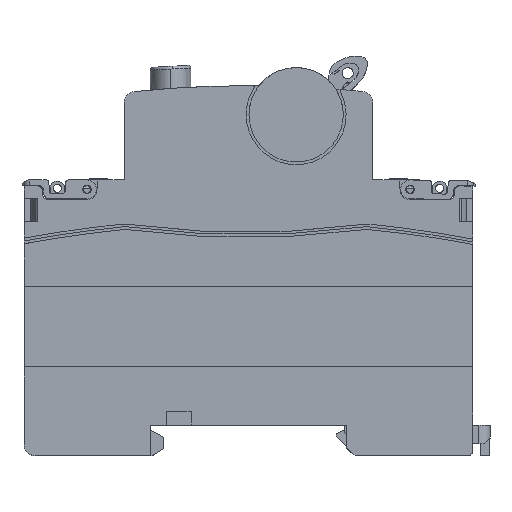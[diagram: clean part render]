
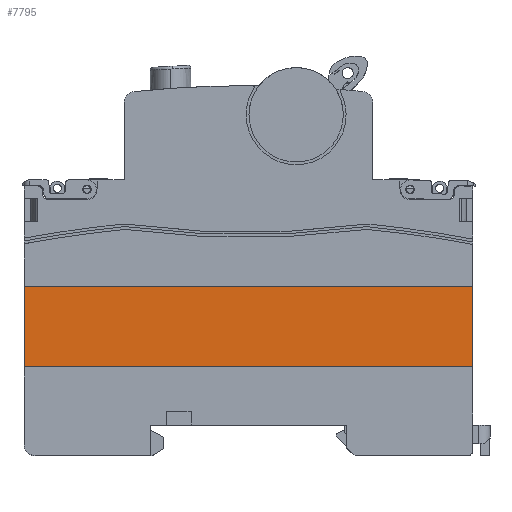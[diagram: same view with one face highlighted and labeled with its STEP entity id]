
A CAD part, top view. The second image highlights one B-rep face of the part: STEP entity #7795.
In plain terms, the highlighted planar face has unit normal (0, 0, 1).
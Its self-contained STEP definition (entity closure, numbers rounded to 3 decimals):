
#702 = CARTESIAN_POINT ( 'NONE',  ( -48.5, -142.497, 35.55 ) ) ;
#2223 = VECTOR ( 'NONE', #67032, 1000. ) ;
#2388 = DIRECTION ( 'NONE',  ( -1., 0., 0. ) ) ;
#7795 = ADVANCED_FACE ( 'NONE', ( #21901 ), #48618, .F. ) ;
#8039 = CARTESIAN_POINT ( 'NONE',  ( 32.5, -142.497, 35.55 ) ) ;
#9723 = CARTESIAN_POINT ( 'NONE',  ( -48.5, -31., 35.55 ) ) ;
#13655 = LINE ( 'NONE', #8039, #44316 ) ;
#15435 = CARTESIAN_POINT ( 'NONE',  ( -48.5, -142.497, 35.55 ) ) ;
#15922 = EDGE_CURVE ( 'NONE', #73959, #62545, #13655, .T. ) ;
#18306 = DIRECTION ( 'NONE',  ( 0., 0., -1. ) ) ;
#21901 = FACE_OUTER_BOUND ( 'NONE', #66411, .T. ) ;
#24311 = ORIENTED_EDGE ( 'NONE', *, *, #82174, .T. ) ;
#26695 = ORIENTED_EDGE ( 'NONE', *, *, #48416, .T. ) ;
#37296 = DIRECTION ( 'NONE',  ( 1., 0., 0. ) ) ;
#44316 = VECTOR ( 'NONE', #54125, 1000. ) ;
#48416 = EDGE_CURVE ( 'NONE', #50187, #73959, #77791, .T. ) ;
#48618 = PLANE ( 'NONE',  #65624 ) ;
#49042 = VECTOR ( 'NONE', #37296, 1000. ) ;
#49342 = VECTOR ( 'NONE', #2388, 1000. ) ;
#50187 = VERTEX_POINT ( 'NONE', #56153 ) ;
#53027 = CARTESIAN_POINT ( 'NONE',  ( -48.5, -31., 35.55 ) ) ;
#54125 = DIRECTION ( 'NONE',  ( 0., 1., 0. ) ) ;
#55526 = DIRECTION ( 'NONE',  ( -1., 0., 0. ) ) ;
#56153 = CARTESIAN_POINT ( 'NONE',  ( -48.5, -45.496, 35.55 ) ) ;
#59991 = ORIENTED_EDGE ( 'NONE', *, *, #15922, .T. ) ;
#62545 = VERTEX_POINT ( 'NONE', #77881 ) ;
#65624 = AXIS2_PLACEMENT_3D ( 'NONE', #15435, #18306, #55526 ) ;
#66411 = EDGE_LOOP ( 'NONE', ( #26695, #59991, #24311, #83110 ) ) ;
#67032 = DIRECTION ( 'NONE',  ( 0., 1., 0. ) ) ;
#68728 = LINE ( 'NONE', #9723, #49342 ) ;
#71085 = EDGE_CURVE ( 'NONE', #50187, #81607, #73925, .T. ) ;
#73925 = LINE ( 'NONE', #702, #2223 ) ;
#73959 = VERTEX_POINT ( 'NONE', #82841 ) ;
#77791 = LINE ( 'NONE', #83834, #49042 ) ;
#77881 = CARTESIAN_POINT ( 'NONE',  ( 32.5, -31., 35.55 ) ) ;
#81607 = VERTEX_POINT ( 'NONE', #53027 ) ;
#82174 = EDGE_CURVE ( 'NONE', #62545, #81607, #68728, .T. ) ;
#82841 = CARTESIAN_POINT ( 'NONE',  ( 32.5, -45.496, 35.55 ) ) ;
#83110 = ORIENTED_EDGE ( 'NONE', *, *, #71085, .F. ) ;
#83834 = CARTESIAN_POINT ( 'NONE',  ( -48.5, -45.496, 35.55 ) ) ;
